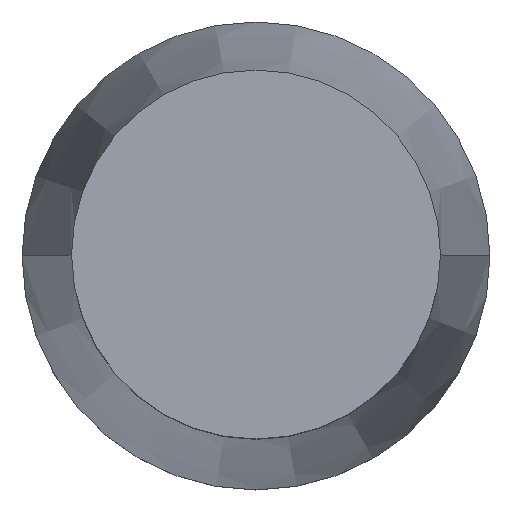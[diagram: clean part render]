
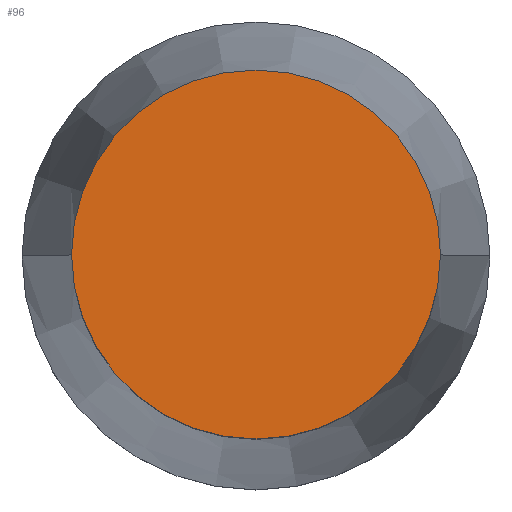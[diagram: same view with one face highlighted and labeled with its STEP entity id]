
A CAD part, top view. The second image highlights one B-rep face of the part: STEP entity #96.
In plain terms, the highlighted planar face has unit normal (0, 0, 1).
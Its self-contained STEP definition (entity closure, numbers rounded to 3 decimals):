
#20 = CARTESIAN_POINT ( 'NONE',  ( 0., 0., 0. ) ) ;
#37 = AXIS2_PLACEMENT_3D ( 'NONE', #570, #171, #510 ) ;
#39 = CIRCLE ( 'NONE', #540, 10.25 ) ;
#78 = DIRECTION ( 'NONE',  ( 0., 0., 1. ) ) ;
#96 = ADVANCED_FACE ( 'NONE', ( #370 ), #507, .F. ) ;
#114 = DIRECTION ( 'NONE',  ( 0., 0., -1. ) ) ;
#171 = DIRECTION ( 'NONE',  ( 0., 0., 1. ) ) ;
#173 = CARTESIAN_POINT ( 'NONE',  ( 10.25, 0., 0. ) ) ;
#182 = ORIENTED_EDGE ( 'NONE', *, *, #611, .T. ) ;
#228 = VERTEX_POINT ( 'NONE', #457 ) ;
#319 = VERTEX_POINT ( 'NONE', #173 ) ;
#337 = EDGE_CURVE ( 'NONE', #228, #319, #39, .T. ) ;
#370 = FACE_OUTER_BOUND ( 'NONE', #433, .T. ) ;
#416 = CARTESIAN_POINT ( 'NONE',  ( 0., 0., 0. ) ) ;
#425 = AXIS2_PLACEMENT_3D ( 'NONE', #20, #114, #511 ) ;
#433 = EDGE_LOOP ( 'NONE', ( #182, #529 ) ) ;
#457 = CARTESIAN_POINT ( 'NONE',  ( -10.25, 0., 0. ) ) ;
#468 = DIRECTION ( 'NONE',  ( 1., 0., 0. ) ) ;
#507 = PLANE ( 'NONE',  #425 ) ;
#510 = DIRECTION ( 'NONE',  ( 1., 0., 0. ) ) ;
#511 = DIRECTION ( 'NONE',  ( -1., 0., 0. ) ) ;
#529 = ORIENTED_EDGE ( 'NONE', *, *, #337, .T. ) ;
#540 = AXIS2_PLACEMENT_3D ( 'NONE', #416, #78, #468 ) ;
#570 = CARTESIAN_POINT ( 'NONE',  ( 0., 0., 0. ) ) ;
#597 = CIRCLE ( 'NONE', #37, 10.25 ) ;
#611 = EDGE_CURVE ( 'NONE', #319, #228, #597, .T. ) ;
